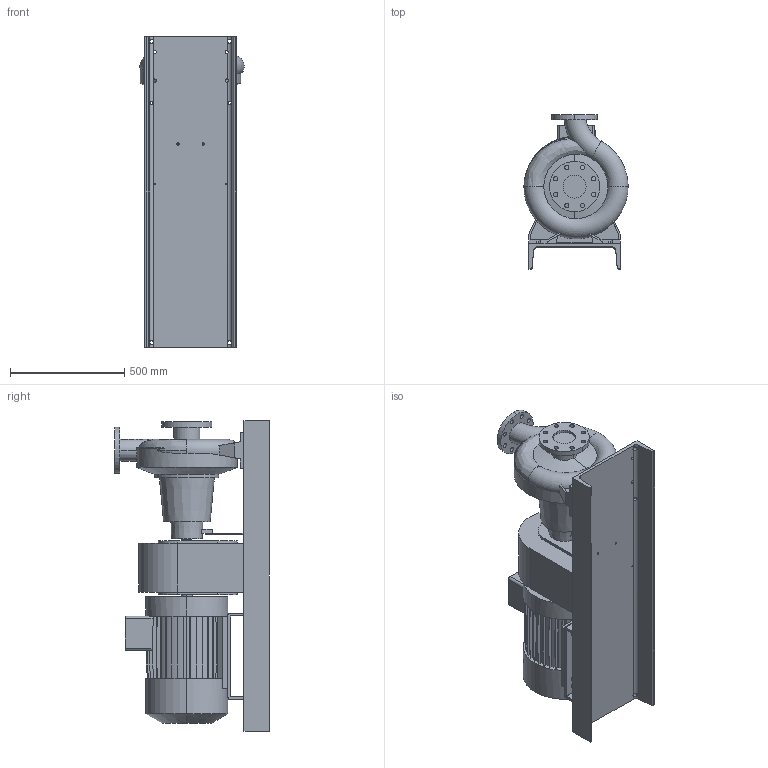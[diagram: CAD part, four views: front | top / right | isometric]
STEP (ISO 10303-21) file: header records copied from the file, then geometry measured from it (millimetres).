
FILE_DESCRIPTION (( 'STEP AP203' ), '1' );
FILE_NAME ('10018071swa00.step', '2023-07-07T12:31:48', ( '' ), ( '' ), 'SwSTEP 2.0', 'SolidWorks 2020', '' );
FILE_SCHEMA (( 'CONFIG_CONTROL_DESIGN' ));
Length unit declared in the file: millimetre
Products named in the file (5): 10017783swp00_80-315; 10018071swa00; 10012573swp00_460; 10018097swp00_MCG 25 N4 80-315 180; 10018072swp00_180M 2-6
Assembly tree (4 placements, depth 2):
  10018071swa00
    10017783swp00_80-315
    10018097swp00_MCG 25 N4 80-315 180
    10018072swp00_180M 2-6
    10012573swp00_460
Bounding box: 455.92 x 675 x 1360 mm (x, y, z)
Volume: 134174882.8 mm3; surface area: 4973911.8 mm2
Topology: 5 solids, 6 shells, 585 faces, 1684 edges, 1117 vertices
Faces by surface type: plane 385, cylinder 180, cone 11, torus 7, bspline 2
Entity records: 22041 total; most frequent: CARTESIAN_POINT 5786, ORIENTED_EDGE 3368, DIRECTION 3180, EDGE_CURVE 1684, VECTOR 1210, LINE 1210, VERTEX_POINT 1117, AXIS2_PLACEMENT_3D 985
